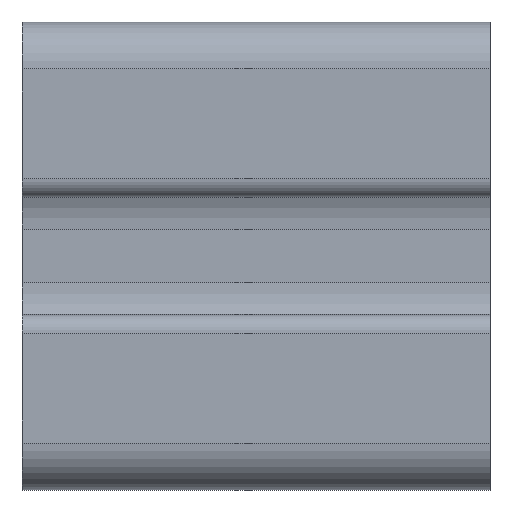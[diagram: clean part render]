
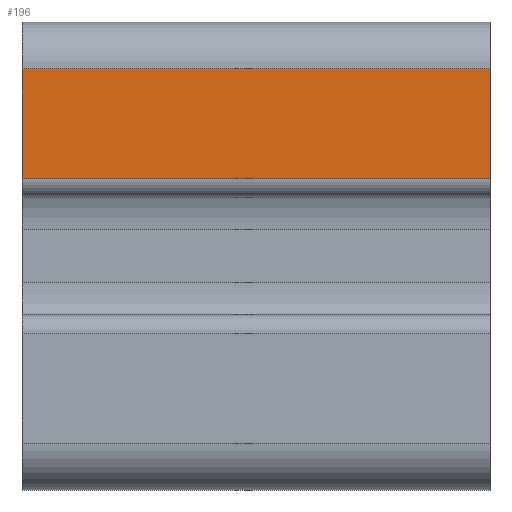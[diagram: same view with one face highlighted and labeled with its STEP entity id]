
A CAD part, left-side view. The second image highlights one B-rep face of the part: STEP entity #196.
In plain terms, the highlighted planar face has unit normal (-1, 0, 0).
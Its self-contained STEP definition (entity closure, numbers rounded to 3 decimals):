
#196=ADVANCED_FACE('',(#416),#417,.T.);
#416=FACE_OUTER_BOUND('',#661,.T.);
#417=PLANE('',#662);
#661=EDGE_LOOP('',(#1133,#1134,#1135,#1136));
#662=AXIS2_PLACEMENT_3D('',#1137,#1138,#1139);
#1133=ORIENTED_EDGE('',*,*,#1694,.T.);
#1134=ORIENTED_EDGE('',*,*,#1717,.T.);
#1135=ORIENTED_EDGE('',*,*,#1718,.F.);
#1136=ORIENTED_EDGE('',*,*,#1628,.F.);
#1137=CARTESIAN_POINT('',(-10.0,10.0,0.0));
#1138=DIRECTION('',(-1.0,0.0,0.0));
#1139=DIRECTION('',(0.0,0.0,-1.0));
#1628=EDGE_CURVE('',#1979,#1981,#1982,.T.);
#1694=EDGE_CURVE('',#1979,#2093,#2096,.T.);
#1717=EDGE_CURVE('',#2093,#2125,#2126,.T.);
#1718=EDGE_CURVE('',#1981,#2125,#2127,.T.);
#1979=VERTEX_POINT('',#2467);
#1981=VERTEX_POINT('',#2469);
#1982=LINE('',#2470,#2471);
#2093=VERTEX_POINT('',#2614);
#2096=LINE('',#2617,#2618);
#2125=VERTEX_POINT('',#2658);
#2126=LINE('',#2659,#2660);
#2127=LINE('',#2661,#2662);
#2467=CARTESIAN_POINT('',(-10.0,10.0,3.3));
#2469=CARTESIAN_POINT('',(-10.0,10.0,8.0));
#2470=CARTESIAN_POINT('',(-10.0,10.0,-8.0));
#2471=VECTOR('',#3007,1.0);
#2614=CARTESIAN_POINT('',(-10.0,-10.0,3.3));
#2617=CARTESIAN_POINT('',(-10.0,10.0,3.3));
#2618=VECTOR('',#3112,1.0);
#2658=CARTESIAN_POINT('',(-10.0,-10.0,8.0));
#2659=CARTESIAN_POINT('',(-10.0,-10.0,-8.0));
#2660=VECTOR('',#3133,1.0);
#2661=CARTESIAN_POINT('',(-10.0,10.0,8.0));
#2662=VECTOR('',#3134,1.0);
#3007=DIRECTION('',(0.0,0.0,1.0));
#3112=DIRECTION('',(0.0,-1.0,0.0));
#3133=DIRECTION('',(0.0,0.0,1.0));
#3134=DIRECTION('',(0.0,-1.0,0.0));
